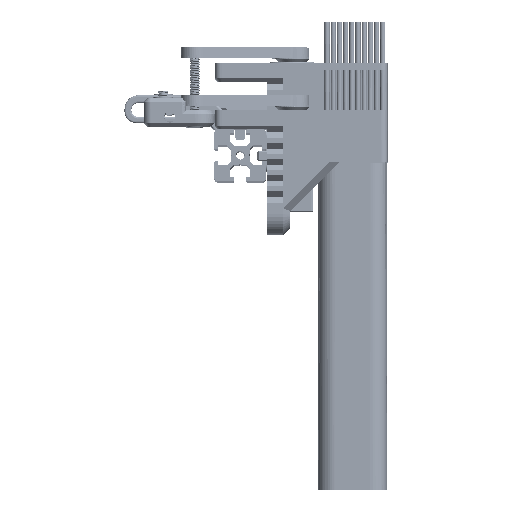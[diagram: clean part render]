
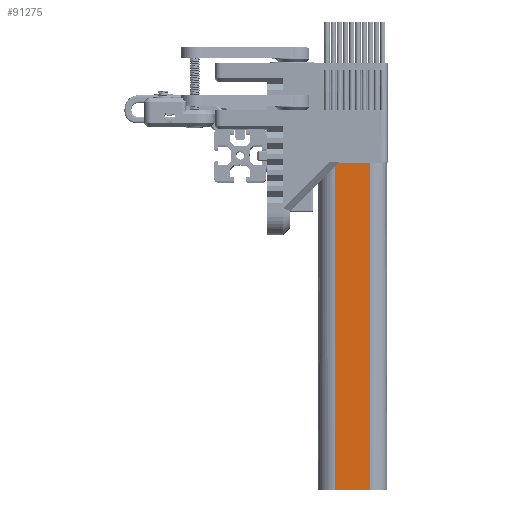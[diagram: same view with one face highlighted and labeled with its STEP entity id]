
A CAD part, top view. The second image highlights one B-rep face of the part: STEP entity #91275.
In plain terms, the highlighted free-form (B-spline) face has degree [1, 1] with [2, 2] control points.
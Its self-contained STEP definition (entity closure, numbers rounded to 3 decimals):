
#91248 = VERTEX_POINT('',#91249);
#91249 = CARTESIAN_POINT('',(-1.994,-144.482,
    73.105));
#91255 = EDGE_CURVE('',#91248,#91256,#91258,.T.);
#91256 = VERTEX_POINT('',#91257);
#91257 = CARTESIAN_POINT('',(-1.994,-19.007,
    73.105));
#91258 = B_SPLINE_CURVE_WITH_KNOTS('',1,(#91259,#91260),.UNSPECIFIED.,
  .F.,.F.,(2,2),(-100.6,-6.2),.PIECEWISE_BEZIER_KNOTS.);
#91259 = CARTESIAN_POINT('',(-1.994,-144.482,
    73.105));
#91260 = CARTESIAN_POINT('',(-1.994,-19.007,
    73.105));
#91275 = ADVANCED_FACE('',(#91276),#91298,.F.);
#91276 = FACE_BOUND('',#91277,.T.);
#91277 = EDGE_LOOP('',(#91278,#91287,#91292,#91293));
#91278 = ORIENTED_EDGE('',*,*,#91279,.F.);
#91279 = EDGE_CURVE('',#91280,#91282,#91284,.T.);
#91280 = VERTEX_POINT('',#91281);
#91281 = CARTESIAN_POINT('',(11.298,-19.007,
    73.105));
#91282 = VERTEX_POINT('',#91283);
#91283 = CARTESIAN_POINT('',(11.298,-144.482,
    73.105));
#91284 = B_SPLINE_CURVE_WITH_KNOTS('',1,(#91285,#91286),.UNSPECIFIED.,
  .F.,.F.,(2,2),(6.2,100.6),.PIECEWISE_BEZIER_KNOTS.);
#91285 = CARTESIAN_POINT('',(11.298,-19.007,
    73.105));
#91286 = CARTESIAN_POINT('',(11.298,-144.482,
    73.105));
#91287 = ORIENTED_EDGE('',*,*,#91288,.F.);
#91288 = EDGE_CURVE('',#91256,#91280,#91289,.T.);
#91289 = B_SPLINE_CURVE_WITH_KNOTS('',1,(#91290,#91291),.UNSPECIFIED.,
  .F.,.F.,(2,2),(-10.846,-0.846),
  .PIECEWISE_BEZIER_KNOTS.);
#91290 = CARTESIAN_POINT('',(-1.994,-19.007,
    73.105));
#91291 = CARTESIAN_POINT('',(11.298,-19.007,
    73.105));
#91292 = ORIENTED_EDGE('',*,*,#91255,.F.);
#91293 = ORIENTED_EDGE('',*,*,#91294,.F.);
#91294 = EDGE_CURVE('',#91282,#91248,#91295,.T.);
#91295 = B_SPLINE_CURVE_WITH_KNOTS('',1,(#91296,#91297),.UNSPECIFIED.,
  .F.,.F.,(2,2),(-15.,-5.),.PIECEWISE_BEZIER_KNOTS.);
#91296 = CARTESIAN_POINT('',(11.298,-144.482,
    73.105));
#91297 = CARTESIAN_POINT('',(-1.994,-144.482,
    73.105));
#91298 = B_SPLINE_SURFACE_WITH_KNOTS('',1,1,(
    (#91299,#91300)
    ,(#91301,#91302
    )),.UNSPECIFIED.,.F.,.F.,.F.,(2,2),(2,2),(18.,28.),(-100.6,-6.2),
  .PIECEWISE_BEZIER_KNOTS.);
#91299 = CARTESIAN_POINT('',(11.298,-144.482,
    73.105));
#91300 = CARTESIAN_POINT('',(11.298,-19.007,
    73.105));
#91301 = CARTESIAN_POINT('',(-1.994,-144.482,
    73.105));
#91302 = CARTESIAN_POINT('',(-1.994,-19.007,
    73.105));
